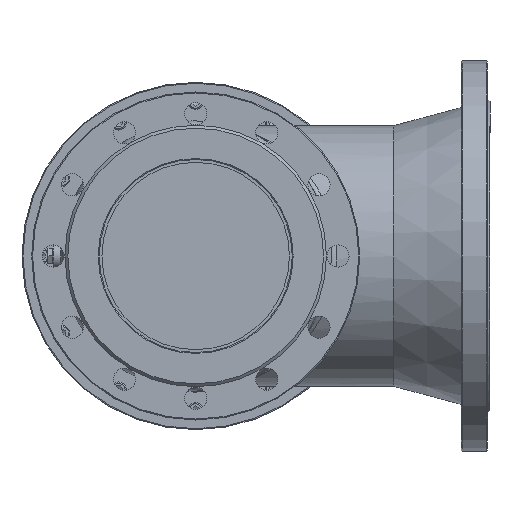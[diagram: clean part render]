
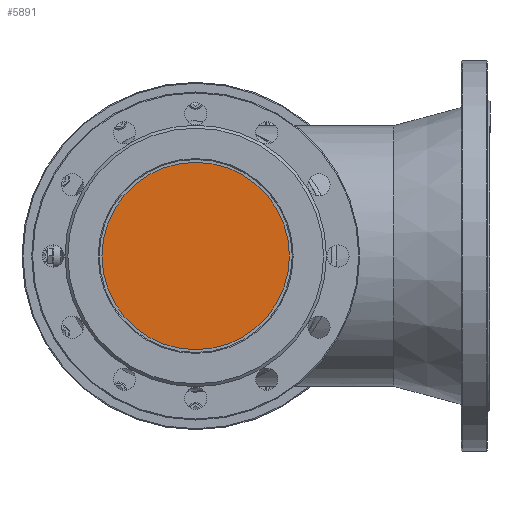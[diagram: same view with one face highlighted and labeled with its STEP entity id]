
A CAD part, front view. The second image highlights one B-rep face of the part: STEP entity #5891.
In plain terms, the highlighted planar face has unit normal (0, -1, 0).
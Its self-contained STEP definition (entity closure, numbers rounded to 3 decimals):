
#371=PLANE('',#6612);
#802=FACE_OUTER_BOUND('',#1233,.T.);
#1233=EDGE_LOOP('',(#4636));
#1709=CIRCLE('',#6598,100.);
#2736=VERTEX_POINT('',#11067);
#3397=EDGE_CURVE('',#2736,#2736,#1709,.T.);
#4636=ORIENTED_EDGE('',*,*,#3397,.T.);
#5891=ADVANCED_FACE('',(#802),#371,.T.);
#6598=AXIS2_PLACEMENT_3D('',#11069,#7820,#7821);
#6612=AXIS2_PLACEMENT_3D('',#11093,#7851,#7852);
#7820=DIRECTION('center_axis',(0.,-1.,0.));
#7821=DIRECTION('ref_axis',(-1.,0.,0.));
#7851=DIRECTION('center_axis',(0.,-1.,0.));
#7852=DIRECTION('ref_axis',(0.,0.,-1.));
#11067=CARTESIAN_POINT('',(100.,-195.,0.));
#11069=CARTESIAN_POINT('Origin',(0.,-195.,0.));
#11093=CARTESIAN_POINT('Origin',(0.,-195.,0.));
